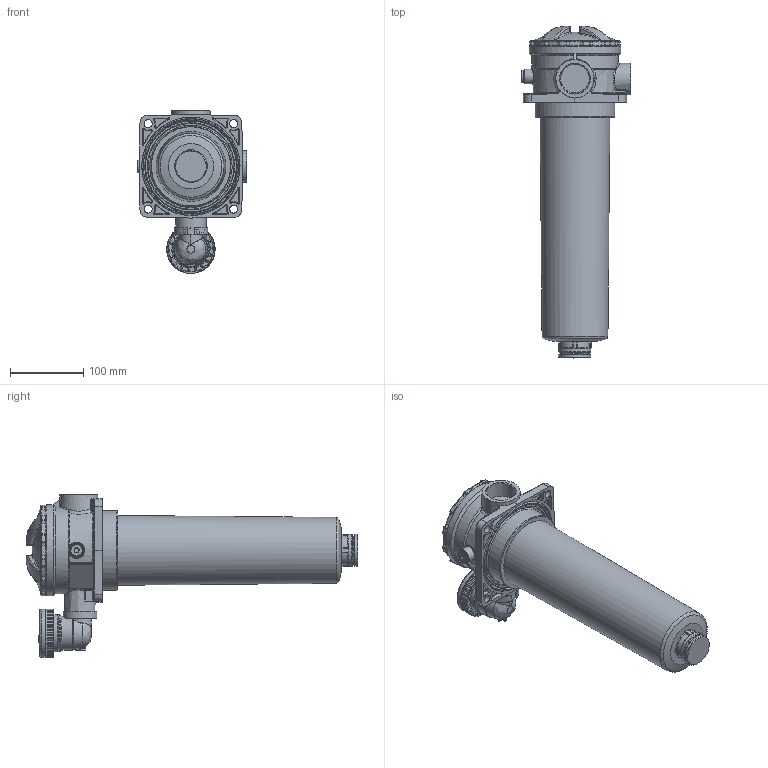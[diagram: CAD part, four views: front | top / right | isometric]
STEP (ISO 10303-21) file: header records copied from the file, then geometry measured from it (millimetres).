
FILE_DESCRIPTION((''),'2;1');
FILE_NAME('Ruecklauffilter27578200(307715).stp','2013-04-15T09:34:09',('User'),('SDRC'),'I-DEAS Master Series 9','UNIX','Yes');
FILE_SCHEMA(('AUTOMOTIVE_DESIGN { 1 0 10303 214 1 1 1 1 }'));
Length unit declared in the file: millimetre
Products named in the file (1): 27578200(307715)
Bounding box: 149.09 x 452.83 x 222 mm (x, y, z)
Volume: 3618096.7 mm3; surface area: 224957.1 mm2
Topology: 1 solids, 19 shells, 1544 faces, 3874 edges, 2327 vertices
Faces by surface type: bspline 1544
Entity records: 54425 total; most frequent: CARTESIAN_POINT 33742, ORIENTED_EDGE 7366, EDGE_CURVE 3683, VERTEX_POINT 2208, EDGE_LOOP 1599, FACE_OUTER_BOUND 1544, ADVANCED_FACE 1544, B_SPLINE_CURVE_WITH_KNOTS 1456
